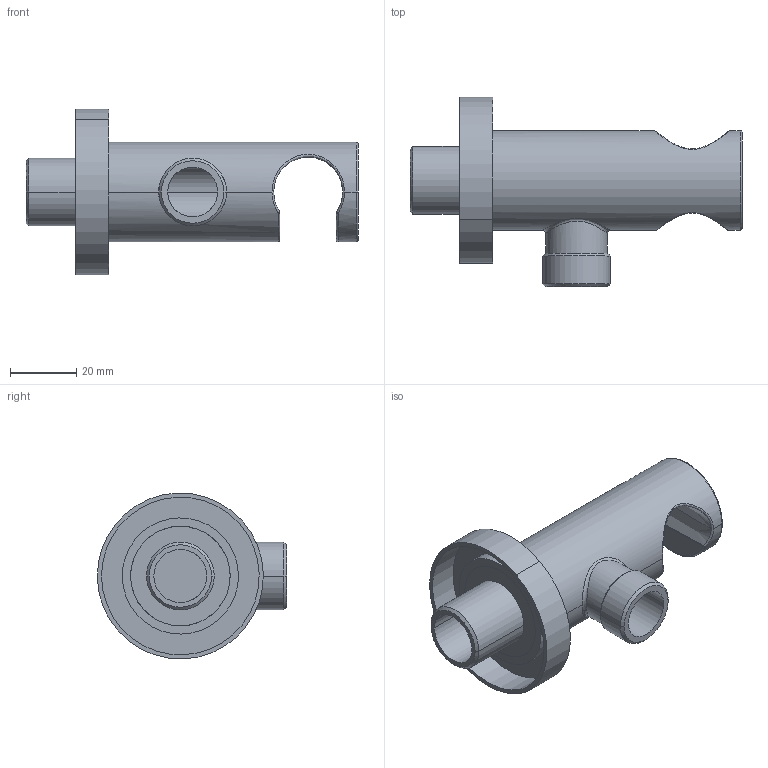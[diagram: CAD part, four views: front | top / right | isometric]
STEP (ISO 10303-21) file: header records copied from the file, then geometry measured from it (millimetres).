
FILE_DESCRIPTION (( 'STEP AP203' ), '1' );
FILE_NAME ('99ZP02357.STEP', '2025-12-10T05:53:22', ( '' ), ( '' ), 'SwSTEP 2.0', 'SolidWorks 2021', '' );
FILE_SCHEMA (( 'CONFIG_CONTROL_DESIGN' ));
Length unit declared in the file: millimetre
Products named in the file (1): 99ZP02357
Bounding box: 100 x 56.99 x 49.98 mm (x, y, z)
Volume: 43923.3 mm3; surface area: 22796.8 mm2
Topology: 3 solids, 3 shells, 70 faces, 150 edges, 90 vertices
Faces by surface type: cylinder 25, plane 14, cone 9, sphere 8, torus 8, bspline 6
Entity records: 3297 total; most frequent: CARTESIAN_POINT 1697, DIRECTION 342, ORIENTED_EDGE 300, AXIS2_PLACEMENT_3D 153, EDGE_CURVE 150, VERTEX_POINT 90, CIRCLE 88, EDGE_LOOP 80
